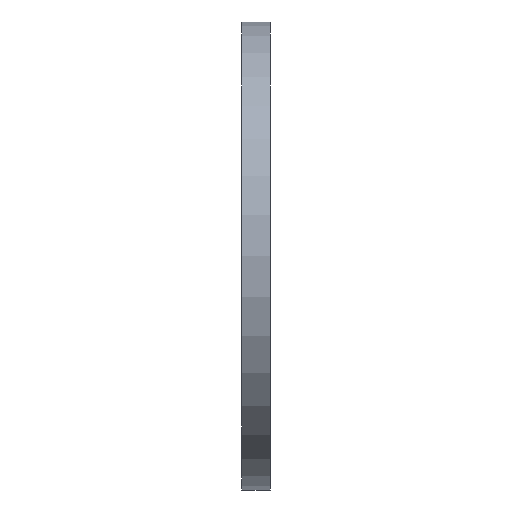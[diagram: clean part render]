
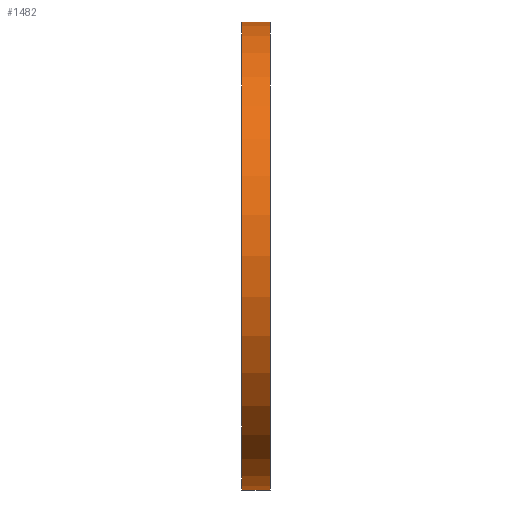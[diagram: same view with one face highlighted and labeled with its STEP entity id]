
A CAD part, left-side view. The second image highlights one B-rep face of the part: STEP entity #1482.
In plain terms, the highlighted cylindrical face has radius 50 mm (diameter 100 mm), a partial arc.
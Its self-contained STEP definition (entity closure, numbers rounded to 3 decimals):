
#392 = ORIENTED_EDGE ( 'NONE', *, *, #4024, .T. ) ;
#765 = EDGE_CURVE ( 'NONE', #3001, #12068, #4592, .T. ) ;
#780 = EDGE_CURVE ( 'NONE', #2691, #3001, #11810, .T. ) ;
#1049 = CARTESIAN_POINT ( 'NONE',  ( 0., 6., -50. ) ) ;
#1482 = ADVANCED_FACE ( 'NONE', ( #3375 ), #9596, .T. ) ;
#1722 = VECTOR ( 'NONE', #12659, 1000. ) ;
#2618 = DIRECTION ( 'NONE',  ( 0., -1., 0. ) ) ;
#2691 = VERTEX_POINT ( 'NONE', #1049 ) ;
#2779 = CARTESIAN_POINT ( 'NONE',  ( 0., 6., 0. ) ) ;
#3001 = VERTEX_POINT ( 'NONE', #6324 ) ;
#3044 = AXIS2_PLACEMENT_3D ( 'NONE', #2779, #3990, #3862 ) ;
#3216 = ORIENTED_EDGE ( 'NONE', *, *, #765, .F. ) ;
#3375 = FACE_OUTER_BOUND ( 'NONE', #11566, .T. ) ;
#3457 = CARTESIAN_POINT ( 'NONE',  ( 0., 0., 0. ) ) ;
#3761 = CARTESIAN_POINT ( 'NONE',  ( 0., 6., 0. ) ) ;
#3862 = DIRECTION ( 'NONE',  ( 0., 0., 1. ) ) ;
#3990 = DIRECTION ( 'NONE',  ( 0., 1., 0. ) ) ;
#4024 = EDGE_CURVE ( 'NONE', #11479, #12068, #9748, .T. ) ;
#4592 = LINE ( 'NONE', #4711, #1722 ) ;
#4657 = CARTESIAN_POINT ( 'NONE',  ( 0., 0., 50. ) ) ;
#4711 = CARTESIAN_POINT ( 'NONE',  ( 0., 6., 50. ) ) ;
#6324 = CARTESIAN_POINT ( 'NONE',  ( 0., 6., 50. ) ) ;
#6496 = AXIS2_PLACEMENT_3D ( 'NONE', #3457, #9803, #8865 ) ;
#7651 = CARTESIAN_POINT ( 'NONE',  ( 0., 0., -50. ) ) ;
#8108 = VECTOR ( 'NONE', #12160, 1000. ) ;
#8133 = DIRECTION ( 'NONE',  ( 0., 0., -1. ) ) ;
#8614 = LINE ( 'NONE', #12297, #8108 ) ;
#8865 = DIRECTION ( 'NONE',  ( 0., 0., 1. ) ) ;
#9272 = AXIS2_PLACEMENT_3D ( 'NONE', #3761, #2618, #8133 ) ;
#9596 = CYLINDRICAL_SURFACE ( 'NONE', #9272, 50. ) ;
#9604 = ORIENTED_EDGE ( 'NONE', *, *, #780, .F. ) ;
#9748 = CIRCLE ( 'NONE', #6496, 50. ) ;
#9803 = DIRECTION ( 'NONE',  ( 0., 1., 0. ) ) ;
#11479 = VERTEX_POINT ( 'NONE', #7651 ) ;
#11566 = EDGE_LOOP ( 'NONE', ( #3216, #9604, #13659, #392 ) ) ;
#11810 = CIRCLE ( 'NONE', #3044, 50. ) ;
#12068 = VERTEX_POINT ( 'NONE', #4657 ) ;
#12160 = DIRECTION ( 'NONE',  ( 0., -1., 0. ) ) ;
#12297 = CARTESIAN_POINT ( 'NONE',  ( 0., 6., -50. ) ) ;
#12659 = DIRECTION ( 'NONE',  ( 0., -1., 0. ) ) ;
#12780 = EDGE_CURVE ( 'NONE', #2691, #11479, #8614, .T. ) ;
#13659 = ORIENTED_EDGE ( 'NONE', *, *, #12780, .T. ) ;
